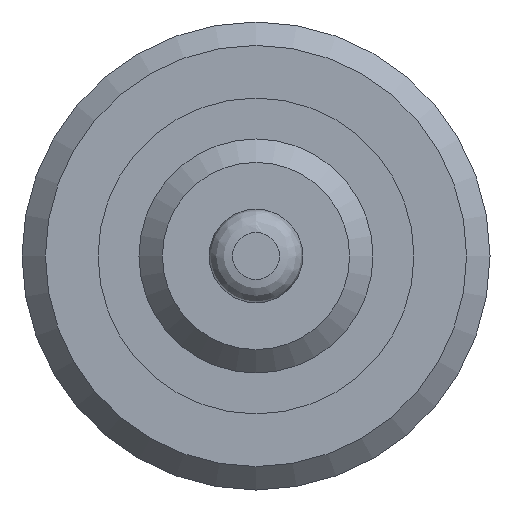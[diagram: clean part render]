
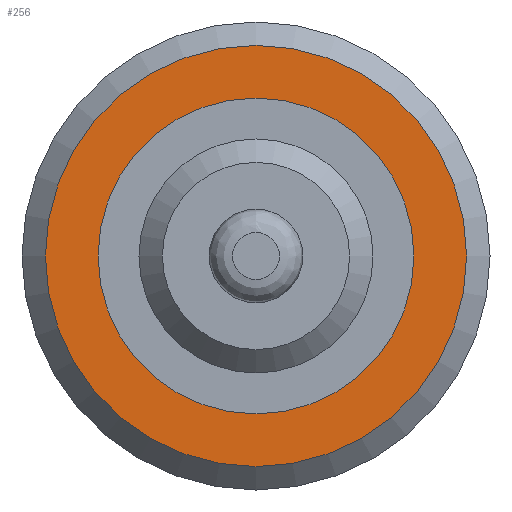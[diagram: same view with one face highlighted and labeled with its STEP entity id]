
A CAD part, front view. The second image highlights one B-rep face of the part: STEP entity #256.
In plain terms, the highlighted planar face has unit normal (0, -1, 0).
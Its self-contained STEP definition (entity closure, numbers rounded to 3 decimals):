
#83=FACE_BOUND('',#136,.T.);
#91=PLANE('',#306);
#121=FACE_OUTER_BOUND('',#135,.T.);
#135=EDGE_LOOP('',(#237));
#136=EDGE_LOOP('',(#238));
#154=CIRCLE('',#305,18.);
#155=CIRCLE('',#307,13.5);
#170=VERTEX_POINT('',#495);
#171=VERTEX_POINT('',#499);
#192=EDGE_CURVE('',#170,#170,#154,.T.);
#194=EDGE_CURVE('',#171,#171,#155,.T.);
#237=ORIENTED_EDGE('',*,*,#192,.F.);
#238=ORIENTED_EDGE('',*,*,#194,.F.);
#256=ADVANCED_FACE('',(#121,#83),#91,.T.);
#305=AXIS2_PLACEMENT_3D('',#496,#380,#381);
#306=AXIS2_PLACEMENT_3D('',#498,#383,#384);
#307=AXIS2_PLACEMENT_3D('',#500,#385,#386);
#380=DIRECTION('center_axis',(0.,1.,0.));
#381=DIRECTION('ref_axis',(-1.,0.,0.));
#383=DIRECTION('center_axis',(0.,-1.,0.));
#384=DIRECTION('ref_axis',(0.,0.,-1.));
#385=DIRECTION('center_axis',(0.,-1.,0.));
#386=DIRECTION('ref_axis',(1.,0.,0.));
#495=CARTESIAN_POINT('',(18.,30.,0.));
#496=CARTESIAN_POINT('Origin',(0.,30.,0.));
#498=CARTESIAN_POINT('Origin',(13.5,30.,0.));
#499=CARTESIAN_POINT('',(-13.5,30.,0.));
#500=CARTESIAN_POINT('Origin',(0.,30.,0.));
